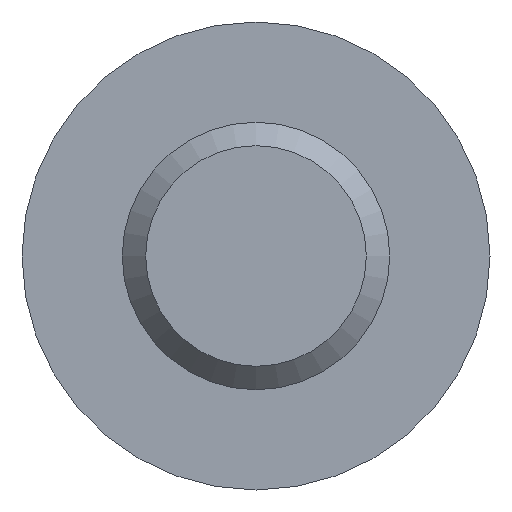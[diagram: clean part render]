
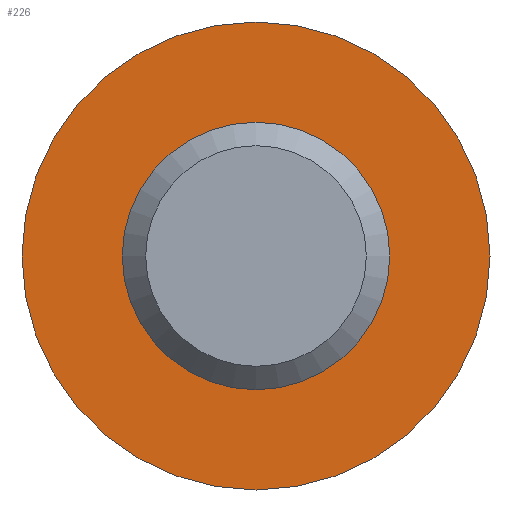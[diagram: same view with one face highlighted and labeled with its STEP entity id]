
A CAD part, front view. The second image highlights one B-rep face of the part: STEP entity #226.
In plain terms, the highlighted planar face has unit normal (0, -1, 0).
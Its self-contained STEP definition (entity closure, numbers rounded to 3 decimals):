
#3 = EDGE_CURVE ( 'NONE', #287, #287, #44, .T. ) ;
#17 = EDGE_LOOP ( 'NONE', ( #274 ) ) ;
#44 = CIRCLE ( 'NONE', #514, 2. ) ;
#90 = CARTESIAN_POINT ( 'NONE',  ( -2., 12., 0. ) ) ;
#98 = VERTEX_POINT ( 'NONE', #303 ) ;
#146 = DIRECTION ( 'NONE',  ( 0., -1., 0. ) ) ;
#155 = DIRECTION ( 'NONE',  ( 0., -1., 0. ) ) ;
#178 = AXIS2_PLACEMENT_3D ( 'NONE', #484, #146, #273 ) ;
#213 = DIRECTION ( 'NONE',  ( 0., 1., 0. ) ) ;
#226 = ADVANCED_FACE ( 'NONE', ( #304, #504 ), #298, .F. ) ;
#273 = DIRECTION ( 'NONE',  ( 0., 0., -1. ) ) ;
#274 = ORIENTED_EDGE ( 'NONE', *, *, #3, .F. ) ;
#282 = CARTESIAN_POINT ( 'NONE',  ( 0., 12., 0. ) ) ;
#287 = VERTEX_POINT ( 'NONE', #453 ) ;
#298 = PLANE ( 'NONE',  #476 ) ;
#301 = DIRECTION ( 'NONE',  ( 0., 0., 1. ) ) ;
#303 = CARTESIAN_POINT ( 'NONE',  ( 0., 12., -3.5 ) ) ;
#304 = FACE_BOUND ( 'NONE', #17, .T. ) ;
#305 = EDGE_CURVE ( 'NONE', #98, #98, #508, .T. ) ;
#362 = DIRECTION ( 'NONE',  ( 0., 0., -1. ) ) ;
#400 = ORIENTED_EDGE ( 'NONE', *, *, #305, .T. ) ;
#424 = EDGE_LOOP ( 'NONE', ( #400 ) ) ;
#453 = CARTESIAN_POINT ( 'NONE',  ( 0., 12., -2. ) ) ;
#476 = AXIS2_PLACEMENT_3D ( 'NONE', #90, #213, #301 ) ;
#484 = CARTESIAN_POINT ( 'NONE',  ( 0., 12., 0. ) ) ;
#504 = FACE_OUTER_BOUND ( 'NONE', #424, .T. ) ;
#508 = CIRCLE ( 'NONE', #178, 3.5 ) ;
#514 = AXIS2_PLACEMENT_3D ( 'NONE', #282, #155, #362 ) ;
